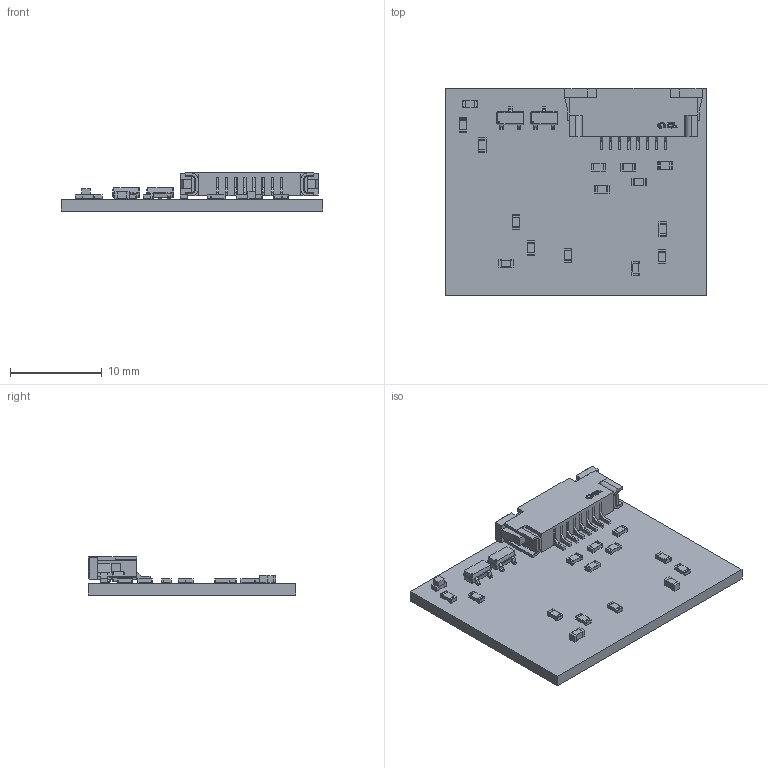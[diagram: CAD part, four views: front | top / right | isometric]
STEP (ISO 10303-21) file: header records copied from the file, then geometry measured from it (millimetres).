
FILE_DESCRIPTION(('KiCad electronic assembly'),'2;1');
FILE_NAME('sensor-rigid.step','2025-12-15T15:09:16',('Pcbnew'),('Kicad') ,'Open CASCADE STEP processor 7.8','KiCad to STEP converter','Unknown' );
FILE_SCHEMA(('AUTOMOTIVE_DESIGN { 1 0 10303 214 1 1 1 1 }'));
Length unit declared in the file: millimetre
Products named in the file (7): sensor-rigid 1; C_0603_1608Metric; R_0603_1608Metric; SOT-23; FPC-SMD_8P-P1.00_FPC1.0-8P-SJ; LED_0603_1608Metric; sensor-rigid_PCB
Assembly tree (19 placements, depth 2):
  sensor-rigid 1
    C_0603_1608Metric  x2
    R_0603_1608Metric  x12
    SOT-23  x2
    FPC-SMD_8P-P1.00_FPC1.0-8P-SJ
    LED_0603_1608Metric
    sensor-rigid_PCB
Bounding box: 28.52 x 22.68 x 4.17 mm (x, y, z)
Volume: 1010.9 mm3; surface area: 2189 mm2
Topology: 30 solids, 30 shells, 1232 faces, 3345 edges, 2190 vertices
Faces by surface type: plane 890, bspline 178, cylinder 164
Entity records: 34651 total; most frequent: CARTESIAN_POINT 8454, ORIENTED_EDGE 4704, DIRECTION 3551, EDGE_CURVE 2352, LINE 1927, VECTOR 1927, VERTEX_POINT 1551, FACE_BOUND 879
